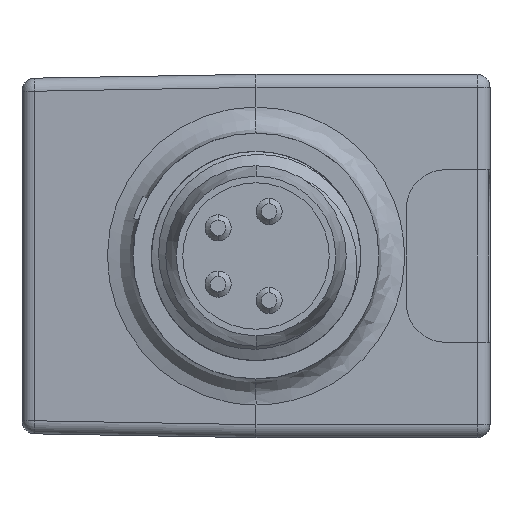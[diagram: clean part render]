
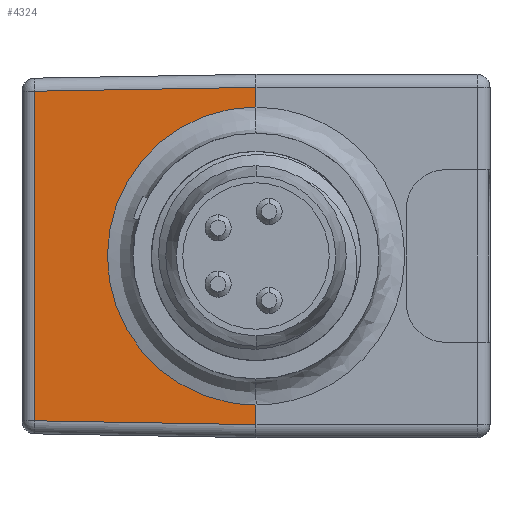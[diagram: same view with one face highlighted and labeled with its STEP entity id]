
A CAD part, front view. The second image highlights one B-rep face of the part: STEP entity #4324.
In plain terms, the highlighted planar face has unit normal (-0.018, -1, 0).
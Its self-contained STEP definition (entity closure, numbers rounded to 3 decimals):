
#296=DIRECTION('',(1.,-0.017,-0.017));
#297=VECTOR('',#296,8.461);
#298=CARTESIAN_POINT('',(-8.459,-25.252,
-6.302));
#299=LINE('',#298,#297);
#340=DIRECTION('',(0.,0.,1.));
#341=VECTOR('',#340,12.605);
#342=CARTESIAN_POINT('',(-8.459,-25.252,
-6.302));
#343=LINE('',#342,#341);
#370=DIRECTION('',(0.,0.,1.));
#371=VECTOR('',#370,0.75);
#372=CARTESIAN_POINT('',(0.,-25.4,-6.45));
#373=LINE('',#372,#371);
#377=DIRECTION('',(0.,0.,1.));
#378=VECTOR('',#377,0.75);
#379=CARTESIAN_POINT('',(0.,-25.4,
5.7));
#380=LINE('',#379,#378);
#565=CARTESIAN_POINT('',(0.,-25.4,
5.7));
#566=CARTESIAN_POINT('',(-0.101,-25.398,
5.7));
#567=CARTESIAN_POINT('',(-0.303,-25.395,
5.694));
#568=CARTESIAN_POINT('',(-0.605,-25.389,
5.669));
#569=CARTESIAN_POINT('',(-0.905,-25.384,
5.628));
#570=CARTESIAN_POINT('',(-1.203,-25.379,5.571));
#571=CARTESIAN_POINT('',(-1.497,-25.374,5.498));
#572=CARTESIAN_POINT('',(-1.787,-25.369,5.41));
#573=CARTESIAN_POINT('',(-2.072,-25.364,5.306));
#574=CARTESIAN_POINT('',(-2.351,-25.359,5.188));
#575=CARTESIAN_POINT('',(-2.623,-25.354,5.055));
#576=CARTESIAN_POINT('',(-2.888,-25.35,4.907));
#577=CARTESIAN_POINT('',(-3.144,-25.345,4.746));
#578=CARTESIAN_POINT('',(-3.392,-25.341,4.571));
#579=CARTESIAN_POINT('',(-3.63,-25.337,4.384));
#580=CARTESIAN_POINT('',(-3.858,-25.333,4.184));
#581=CARTESIAN_POINT('',(-4.074,-25.329,3.972));
#582=CARTESIAN_POINT('',(-4.28,-25.325,3.749));
#583=CARTESIAN_POINT('',(-4.473,-25.322,3.516));
#584=CARTESIAN_POINT('',(-4.653,-25.319,3.272));
#585=CARTESIAN_POINT('',(-4.82,-25.316,3.019));
#586=CARTESIAN_POINT('',(-4.974,-25.313,2.758));
#587=CARTESIAN_POINT('',(-5.113,-25.311,2.489));
#588=CARTESIAN_POINT('',(-5.238,-25.309,2.213));
#589=CARTESIAN_POINT('',(-5.348,-25.307,1.931));
#590=CARTESIAN_POINT('',(-5.443,-25.305,1.643));
#591=CARTESIAN_POINT('',(-5.523,-25.304,1.351));
#592=CARTESIAN_POINT('',(-5.587,-25.302,1.055));
#593=CARTESIAN_POINT('',(-5.635,-25.302,
0.755));
#594=CARTESIAN_POINT('',(-5.667,-25.301,
0.454));
#595=CARTESIAN_POINT('',(-5.683,-25.301,
0.151));
#596=CARTESIAN_POINT('',(-5.683,-25.301,
-0.152));
#597=CARTESIAN_POINT('',(-5.667,-25.301,
-0.454));
#598=CARTESIAN_POINT('',(-5.635,-25.302,
-0.755));
#599=CARTESIAN_POINT('',(-5.587,-25.302,
-1.055));
#600=CARTESIAN_POINT('',(-5.523,-25.304,
-1.351));
#601=CARTESIAN_POINT('',(-5.443,-25.305,
-1.643));
#602=CARTESIAN_POINT('',(-5.348,-25.307,
-1.931));
#603=CARTESIAN_POINT('',(-5.238,-25.309,
-2.213));
#604=CARTESIAN_POINT('',(-5.113,-25.311,
-2.489));
#605=CARTESIAN_POINT('',(-4.974,-25.313,
-2.758));
#606=CARTESIAN_POINT('',(-4.82,-25.316,
-3.019));
#607=CARTESIAN_POINT('',(-4.653,-25.319,
-3.272));
#608=CARTESIAN_POINT('',(-4.473,-25.322,
-3.516));
#609=CARTESIAN_POINT('',(-4.28,-25.325,
-3.749));
#610=CARTESIAN_POINT('',(-4.074,-25.329,
-3.972));
#611=CARTESIAN_POINT('',(-3.858,-25.333,
-4.184));
#612=CARTESIAN_POINT('',(-3.63,-25.337,
-4.384));
#613=CARTESIAN_POINT('',(-3.392,-25.341,
-4.571));
#614=CARTESIAN_POINT('',(-3.144,-25.345,
-4.746));
#615=CARTESIAN_POINT('',(-2.888,-25.35,
-4.907));
#616=CARTESIAN_POINT('',(-2.623,-25.354,
-5.055));
#617=CARTESIAN_POINT('',(-2.351,-25.359,
-5.188));
#618=CARTESIAN_POINT('',(-2.072,-25.364,
-5.306));
#619=CARTESIAN_POINT('',(-1.787,-25.369,
-5.41));
#620=CARTESIAN_POINT('',(-1.497,-25.374,
-5.498));
#621=CARTESIAN_POINT('',(-1.203,-25.379,
-5.571));
#622=CARTESIAN_POINT('',(-0.905,-25.384,
-5.628));
#623=CARTESIAN_POINT('',(-0.605,-25.389,
-5.669));
#624=CARTESIAN_POINT('',(-0.303,-25.395,
-5.694));
#625=CARTESIAN_POINT('',(-0.101,-25.398,
-5.7));
#626=CARTESIAN_POINT('',(0.,-25.4,
-5.7));
#2594=DIRECTION('',(1.,-0.017,0.017));
#2595=VECTOR('',#2594,8.461);
#2596=CARTESIAN_POINT('',(-8.459,-25.252,
6.302));
#2597=LINE('',#2596,#2595);
#3755=CARTESIAN_POINT('',(-8.459,-25.252,
-6.302));
#3756=CARTESIAN_POINT('',(-8.459,-25.252,
6.302));
#3757=VERTEX_POINT('',#3755);
#3758=VERTEX_POINT('',#3756);
#3976=CARTESIAN_POINT('',(0.,-25.4,-6.45));
#3977=CARTESIAN_POINT('',(0.,-25.4,
-5.7));
#3978=VERTEX_POINT('',#3976);
#3979=VERTEX_POINT('',#3977);
#3980=CARTESIAN_POINT('',(0.,-25.4,
5.7));
#3981=CARTESIAN_POINT('',(0.,-25.4,6.45));
#3982=VERTEX_POINT('',#3980);
#3983=VERTEX_POINT('',#3981);
#4307=CARTESIAN_POINT('',(0.,-25.4,-7.986));
#4308=DIRECTION('',(-0.017,-1.,0.));
#4309=DIRECTION('',(0.,0.,1.));
#4310=AXIS2_PLACEMENT_3D('',#4307,#4308,#4309);
#4311=PLANE('',#4310);
#4313=ORIENTED_EDGE('',*,*,#4312,.F.);
#4314=ORIENTED_EDGE('',*,*,#4250,.F.);
#4315=ORIENTED_EDGE('',*,*,#4298,.T.);
#4317=ORIENTED_EDGE('',*,*,#4316,.T.);
#4319=ORIENTED_EDGE('',*,*,#4318,.F.);
#4321=ORIENTED_EDGE('',*,*,#4320,.T.);
#4322=EDGE_LOOP('',(#4313,#4314,#4315,#4317,#4319,#4321));
#4323=FACE_OUTER_BOUND('',#4322,.F.);
#4324=ADVANCED_FACE('',(#4323),#4311,.T.);
#627=B_SPLINE_CURVE_WITH_KNOTS('',3,(#565,#566,#567,#568,#569,#570,#571,#572,
#573,#574,#575,#576,#577,#578,#579,#580,#581,#582,#583,#584,#585,#586,#587,#588,
#589,#590,#591,#592,#593,#594,#595,#596,#597,#598,#599,#600,#601,#602,#603,#604,
#605,#606,#607,#608,#609,#610,#611,#612,#613,#614,#615,#616,#617,#618,#619,#620,
#621,#622,#623,#624,#625,#626),.UNSPECIFIED.,.F.,.F.,(4,1,1,1,1,1,1,1,1,1,1,1,1,
1,1,1,1,1,1,1,1,1,1,1,1,1,1,1,1,1,1,1,1,1,1,1,1,1,1,1,1,1,1,1,1,1,1,1,1,1,1,1,1,
1,1,1,1,1,1,4),(0.,0.017,0.034,0.051,
0.068,0.085,0.102,0.119,
0.136,0.153,0.169,0.186,
0.203,0.22,0.237,0.254,
0.271,0.288,0.305,0.322,
0.339,0.356,0.373,0.39,
0.407,0.424,0.441,0.458,
0.475,0.492,0.508,0.525,
0.542,0.559,0.576,0.593,
0.61,0.627,0.644,0.661,
0.678,0.695,0.712,0.729,
0.746,0.763,0.78,0.797,
0.814,0.831,0.847,0.864,
0.881,0.898,0.915,0.932,
0.949,0.966,0.983,1.),.UNSPECIFIED.);
#4250=EDGE_CURVE('',#3757,#3978,#299,.T.);
#4298=EDGE_CURVE('',#3757,#3758,#343,.T.);
#4312=EDGE_CURVE('',#3978,#3979,#373,.T.);
#4316=EDGE_CURVE('',#3758,#3983,#2597,.T.);
#4318=EDGE_CURVE('',#3982,#3983,#380,.T.);
#4320=EDGE_CURVE('',#3982,#3979,#627,.T.);
